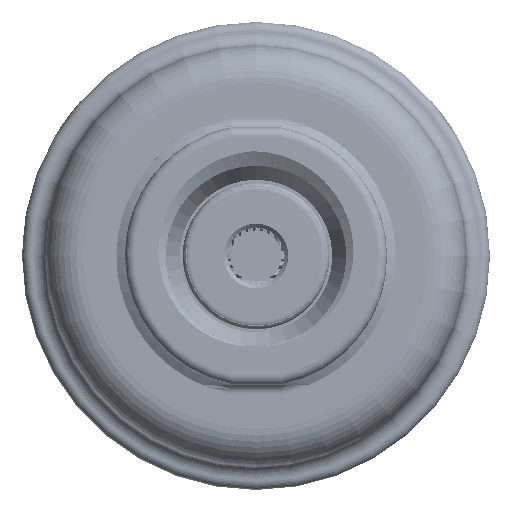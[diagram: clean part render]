
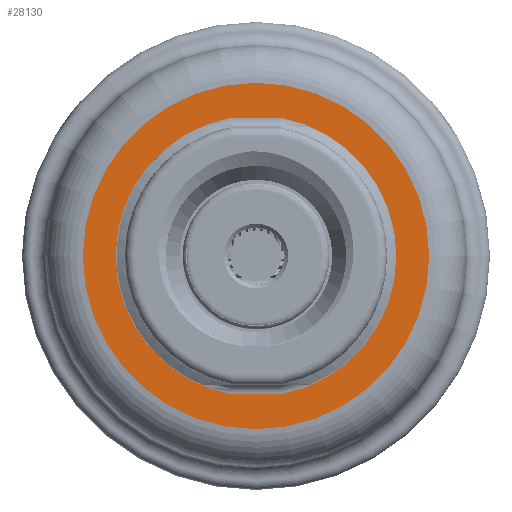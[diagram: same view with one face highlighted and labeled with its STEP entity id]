
A CAD part, front view. The second image highlights one B-rep face of the part: STEP entity #28130.
In plain terms, the highlighted planar face has unit normal (0, -1, 0).
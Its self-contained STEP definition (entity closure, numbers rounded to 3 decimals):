
#3903=CARTESIAN_POINT('',(0.,-3.,0.));
#3904=DIRECTION('',(0.,-1.,0.));
#3905=DIRECTION('',(-0.182,0.,0.983));
#3906=AXIS2_PLACEMENT_3D('',#3903,#3904,#3905);
#3908=DIRECTION('',(1.,0.,0.));
#3909=VECTOR('',#3908,5.454);
#3910=CARTESIAN_POINT('',(-2.727,-3.,-14.75));
#3911=LINE('',#3910,#3909);
#3912=CARTESIAN_POINT('',(0.,-3.,0.));
#3913=DIRECTION('',(0.,-1.,0.));
#3914=DIRECTION('',(0.182,0.,-0.983));
#3915=AXIS2_PLACEMENT_3D('',#3912,#3913,#3914);
#3917=DIRECTION('',(-1.,0.,0.));
#3918=VECTOR('',#3917,5.454);
#3919=CARTESIAN_POINT('',(2.727,-3.,14.75));
#3920=LINE('',#3919,#3918);
#3921=CARTESIAN_POINT('',(0.,-3.,0.));
#3922=DIRECTION('',(0.,-1.,0.));
#3923=DIRECTION('',(0.,0.,-1.));
#3924=AXIS2_PLACEMENT_3D('',#3921,#3922,#3923);
#3926=CARTESIAN_POINT('',(0.,-3.,0.));
#3927=DIRECTION('',(0.,-1.,0.));
#3928=DIRECTION('',(0.,0.,1.));
#3929=AXIS2_PLACEMENT_3D('',#3926,#3927,#3928);
#7103=CARTESIAN_POINT('',(-2.727,-3.,14.75));
#7104=CARTESIAN_POINT('',(-2.727,-3.,-14.75));
#7105=VERTEX_POINT('',#7103);
#7106=VERTEX_POINT('',#7104);
#7111=CARTESIAN_POINT('',(2.727,-3.,-14.75));
#7112=CARTESIAN_POINT('',(2.727,-3.,14.75));
#7113=VERTEX_POINT('',#7111);
#7114=VERTEX_POINT('',#7112);
#7471=CARTESIAN_POINT('',(0.,-3.,-18.5));
#7472=CARTESIAN_POINT('',(0.,-3.,18.5));
#7473=VERTEX_POINT('',#7471);
#7474=VERTEX_POINT('',#7472);
#28111=CARTESIAN_POINT('',(0.,-3.,0.));
#28112=DIRECTION('',(0.,-1.,0.));
#28113=DIRECTION('',(0.,0.,1.));
#28114=AXIS2_PLACEMENT_3D('',#28111,#28112,#28113);
#28115=PLANE('',#28114);
#28117=ORIENTED_EDGE('',*,*,#28116,.F.);
#28119=ORIENTED_EDGE('',*,*,#28118,.F.);
#28120=EDGE_LOOP('',(#28117,#28119));
#28121=FACE_OUTER_BOUND('',#28120,.F.);
#28123=ORIENTED_EDGE('',*,*,#28122,.T.);
#28124=ORIENTED_EDGE('',*,*,#28089,.T.);
#28125=ORIENTED_EDGE('',*,*,#28102,.T.);
#28127=ORIENTED_EDGE('',*,*,#28126,.T.);
#28128=EDGE_LOOP('',(#28123,#28124,#28125,#28127));
#28129=FACE_BOUND('',#28128,.F.);
#28130=ADVANCED_FACE('',(#28121,#28129),#28115,.T.);
#3907=CIRCLE('',#3906,15.);
#3916=CIRCLE('',#3915,15.);
#3925=CIRCLE('',#3924,18.5);
#3930=CIRCLE('',#3929,18.5);
#28089=EDGE_CURVE('',#7106,#7113,#3911,.T.);
#28102=EDGE_CURVE('',#7113,#7114,#3916,.T.);
#28116=EDGE_CURVE('',#7473,#7474,#3925,.T.);
#28118=EDGE_CURVE('',#7474,#7473,#3930,.T.);
#28122=EDGE_CURVE('',#7105,#7106,#3907,.T.);
#28126=EDGE_CURVE('',#7114,#7105,#3920,.T.);
